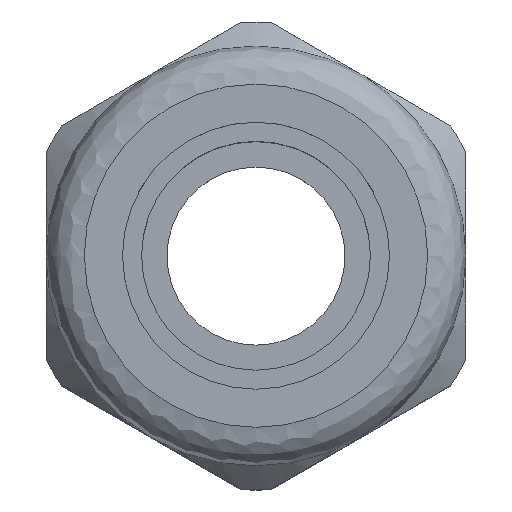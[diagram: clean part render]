
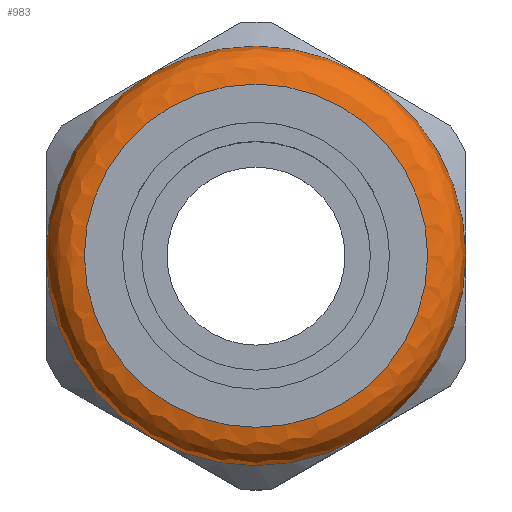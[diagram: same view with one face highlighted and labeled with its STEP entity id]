
A CAD part, top view. The second image highlights one B-rep face of the part: STEP entity #983.
In plain terms, the highlighted free-form (B-spline) face has degree [2, 2] with [7, 3] control points.
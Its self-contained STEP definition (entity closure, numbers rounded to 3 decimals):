
#37=(
BOUNDED_SURFACE()
B_SPLINE_SURFACE(2,2,((#5627,#5628,#5629),(#5630,#5631,#5632),(#5633,#5634,
#5635),(#5636,#5637,#5638),(#5639,#5640,#5641),(#5642,#5643,#5644),(#5645,
#5646,#5647)),.UNSPECIFIED.,.T.,.F.,.F.)
B_SPLINE_SURFACE_WITH_KNOTS((1,2,2,2,2,1),(3,3),(-0.333,0.,
0.333,0.667,1.,1.333),(0.,1.),
 .UNSPECIFIED.)
GEOMETRIC_REPRESENTATION_ITEM()
RATIONAL_B_SPLINE_SURFACE(((1.,0.707,1.),(0.5,0.354,
0.5),(1.,0.707,1.),(0.5,0.354,0.5),(1.,0.707,
1.),(0.5,0.354,0.5),(1.,0.707,1.)))
REPRESENTATION_ITEM('')
SURFACE()
);
#983=ADVANCED_FACE('',(#1169,#1170),#37,.T.);
#1169=FACE_BOUND('',#1253,.T.);
#1170=FACE_BOUND('',#1254,.T.);
#1253=EDGE_LOOP('',(#1597));
#1254=EDGE_LOOP('',(#1598));
#1597=ORIENTED_EDGE('',*,*,#2519,.T.);
#1598=ORIENTED_EDGE('',*,*,#2518,.T.);
#2244=VERTEX_POINT('',#5623);
#2245=VERTEX_POINT('',#5626);
#2518=EDGE_CURVE('',#2244,#2244,#2806,.T.);
#2519=EDGE_CURVE('',#2245,#2245,#2807,.T.);
#2806=CIRCLE('',#4134,13.5);
#2807=CIRCLE('',#4136,16.5);
#4134=AXIS2_PLACEMENT_3D('',#5622,#4598,#4599);
#4136=AXIS2_PLACEMENT_3D('',#5625,#4602,#4603);
#4598=DIRECTION('',(0.,0.,-1.));
#4599=DIRECTION('',(-1.,0.,0.));
#4602=DIRECTION('',(0.,0.,1.));
#4603=DIRECTION('',(-1.,0.,0.));
#5622=CARTESIAN_POINT('',(0.,0.267,-2.48));
#5623=CARTESIAN_POINT('',(-13.5,0.267,-2.48));
#5625=CARTESIAN_POINT('',(0.,0.267,-5.48));
#5626=CARTESIAN_POINT('',(-16.5,0.267,-5.48));
#5627=CARTESIAN_POINT('',(-13.5,0.267,-2.48));
#5628=CARTESIAN_POINT('',(-16.5,0.267,-2.48));
#5629=CARTESIAN_POINT('',(-16.5,0.267,-5.48));
#5630=CARTESIAN_POINT('',(-13.5,23.65,-2.48));
#5631=CARTESIAN_POINT('',(-16.5,28.846,-2.48));
#5632=CARTESIAN_POINT('',(-16.5,28.846,-5.48));
#5633=CARTESIAN_POINT('',(6.75,11.959,-2.48));
#5634=CARTESIAN_POINT('',(8.25,14.557,-2.48));
#5635=CARTESIAN_POINT('',(8.25,14.557,-5.48));
#5636=CARTESIAN_POINT('',(27.,0.267,-2.48));
#5637=CARTESIAN_POINT('',(33.,0.267,-2.48));
#5638=CARTESIAN_POINT('',(33.,0.267,-5.48));
#5639=CARTESIAN_POINT('',(6.75,-11.424,-2.48));
#5640=CARTESIAN_POINT('',(8.25,-14.022,-2.48));
#5641=CARTESIAN_POINT('',(8.25,-14.022,-5.48));
#5642=CARTESIAN_POINT('',(-13.5,-23.115,-2.48));
#5643=CARTESIAN_POINT('',(-16.5,-28.311,-2.48));
#5644=CARTESIAN_POINT('',(-16.5,-28.311,-5.48));
#5645=CARTESIAN_POINT('',(-13.5,0.267,-2.48));
#5646=CARTESIAN_POINT('',(-16.5,0.267,-2.48));
#5647=CARTESIAN_POINT('',(-16.5,0.267,-5.48));
